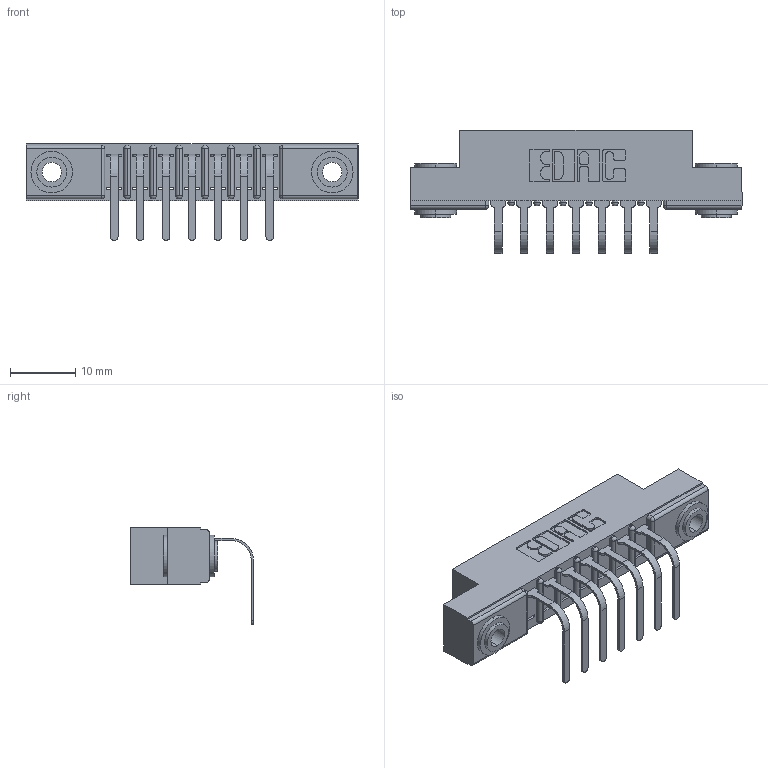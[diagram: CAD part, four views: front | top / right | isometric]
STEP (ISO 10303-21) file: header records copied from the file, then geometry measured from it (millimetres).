
FILE_DESCRIPTION (( 'STEP AP203' ), '1' );
FILE_NAME ('357-007-558-103.STEP', '2022-07-13T22:48:23', ( '' ), ( '' ), 'SwSTEP 2.0', 'SolidWorks 2020', '' );
FILE_SCHEMA (( 'CONFIG_CONTROL_DESIGN' ));
Length unit declared in the file: inch
Products named in the file (4): 307-290-001_558 - 2 (Single); 357-007-558-103; 307 Part_.156 Dia Mounting Holes; 345-250-002_345-250-002-102
Assembly tree (10 placements, depth 2):
  357-007-558-103
    307 Part_.156 Dia Mounting Holes
    307-290-001_558 - 2 (Single)  x7
    345-250-002_345-250-002-102  x2
Bounding box: 50.75 x 18.78 x 14.81 mm (x, y, z)
Volume: 3271.6 mm3; surface area: 4935.1 mm2
Topology: 10 solids, 10 shells, 598 faces, 1653 edges, 1066 vertices
Faces by surface type: plane 367, cylinder 207, sphere 16, cone 8
Entity records: 11485 total; most frequent: CARTESIAN_POINT 1901, DIRECTION 1885, ORIENTED_EDGE 1878, EDGE_CURVE 939, VECTOR 697, LINE 697, VERTEX_POINT 610, AXIS2_PLACEMENT_3D 594
